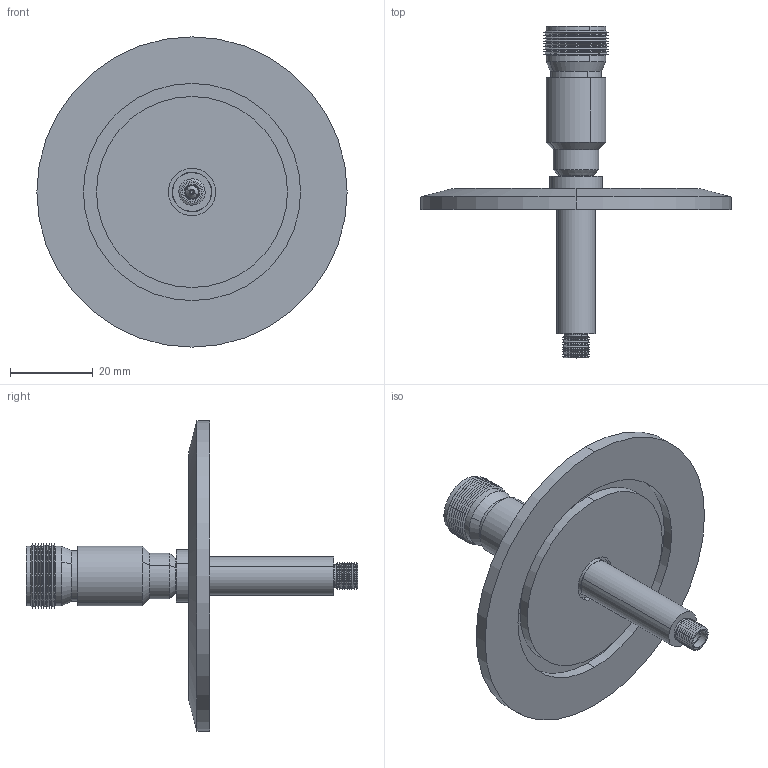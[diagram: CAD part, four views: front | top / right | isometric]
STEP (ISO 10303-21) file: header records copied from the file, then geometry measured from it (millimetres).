
FILE_DESCRIPTION (( 'STEP AP203' ), '1' );
FILE_NAME ('A8224-1-CF.STEP', '2011-10-06T13:12:11', ( '' ), ( '' ), 'SwSTEP 2.0', 'SolidWorks 2011', '' );
FILE_SCHEMA (( 'CONFIG_CONTROL_DESIGN' ));
Length unit declared in the file: inch
Products named in the file (1): A8224-1-CF
Bounding box: 74.93 x 80.14 x 74.93 mm (x, y, z)
Volume: 24112.1 mm3; surface area: 17451.2 mm2
Topology: 1 solids, 2 shells, 215 faces, 474 edges, 282 vertices
Faces by surface type: cone 102, cylinder 70, plane 41, bspline 2
Entity records: 6071 total; most frequent: DIRECTION 1154, CARTESIAN_POINT 1084, ORIENTED_EDGE 940, AXIS2_PLACEMENT_3D 476, EDGE_CURVE 470, VERTEX_POINT 282, CIRCLE 262, EDGE_LOOP 240
